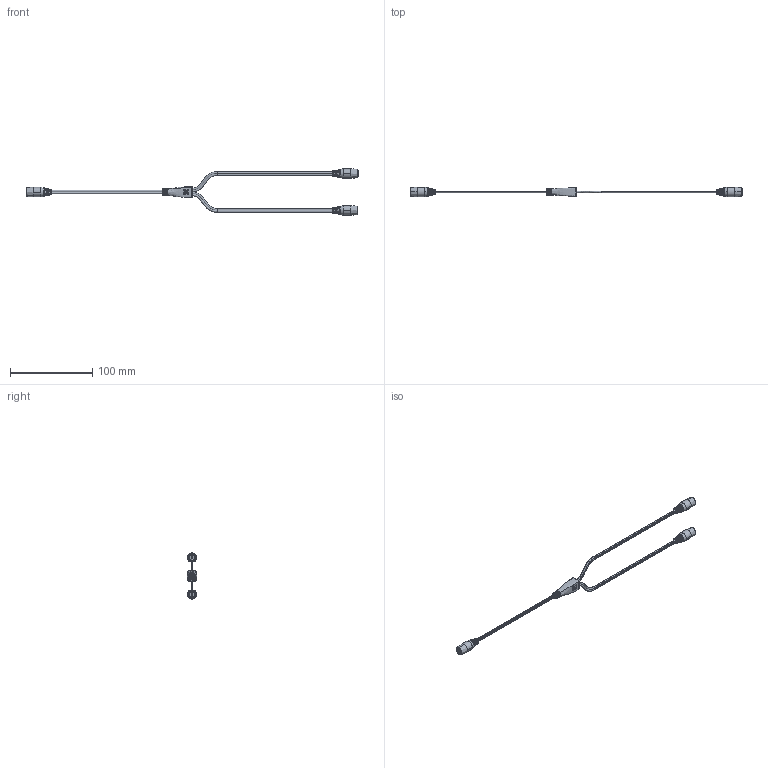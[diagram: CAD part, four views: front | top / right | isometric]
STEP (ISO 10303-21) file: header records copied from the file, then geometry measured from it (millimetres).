
FILE_DESCRIPTION (( 'STEP AP203' ), '1' );
FILE_NAME ('10-02734_revA.STEP', '2018-04-17T16:51:16', ( '' ), ( '' ), 'SwSTEP 2.0', 'SolidWorks 2015', '' );
FILE_SCHEMA (( 'CONFIG_CONTROL_DESIGN' ));
Length unit declared in the file: millimetre
Products named in the file (9): 24-00195_30-00007; 50-00027 contact; 10-02734_revA; 30-00007_blunt cut; 24-00004; 50-00027 shell; 50-00027; 50-00027 insulator; 50-00027 pin
Assembly tree (14 placements, depth 3):
  10-02734_revA
    30-00007_blunt cut  x3
    24-00004  x3
    50-00027  x3
      50-00027 shell
      50-00027 insulator
      50-00027 pin
      50-00027 contact
    24-00195_30-00007
Bounding box: 404.12 x 11.4 x 56.21 mm (x, y, z)
Volume: 13820.7 mm3; surface area: 55656 mm2
Topology: 291 solids, 291 shells, 2790 faces, 6448 edges, 4197 vertices
Faces by surface type: cylinder 1295, plane 902, bspline 426, torus 116, cone 51
Entity records: 37009 total; most frequent: CARTESIAN_POINT 13745, ORIENTED_EDGE 4608, DIRECTION 4411, EDGE_CURVE 2304, AXIS2_PLACEMENT_3D 1870, VERTEX_POINT 1499, EDGE_LOOP 1205, CIRCLE 1022
